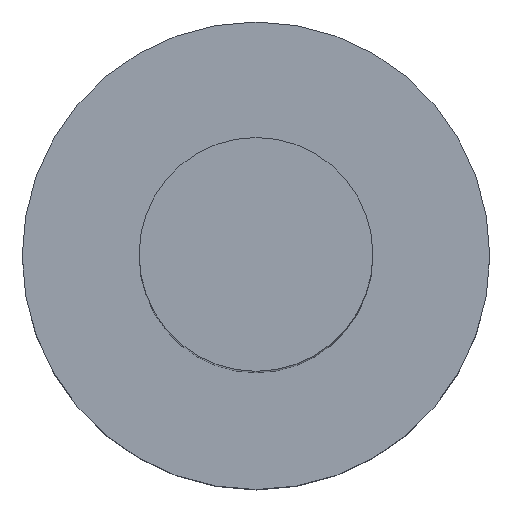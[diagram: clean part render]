
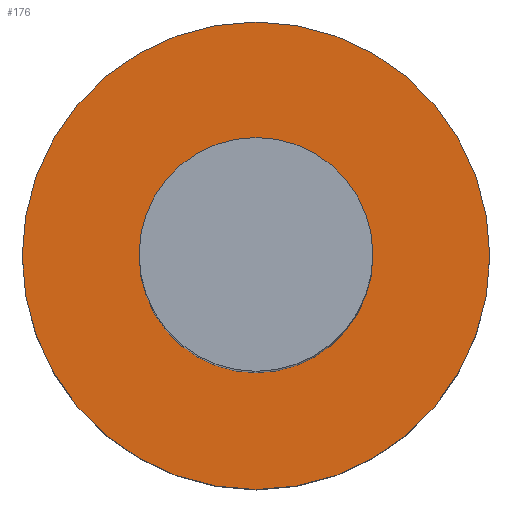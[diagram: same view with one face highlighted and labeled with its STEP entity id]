
A CAD part, top view. The second image highlights one B-rep face of the part: STEP entity #176.
In plain terms, the highlighted planar face has unit normal (0, 0, 1).
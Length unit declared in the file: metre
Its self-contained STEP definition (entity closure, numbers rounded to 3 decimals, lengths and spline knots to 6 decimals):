
#71=ORIENTED_EDGE('',*,*,#97,.F.);
#72=ORIENTED_EDGE('',*,*,#98,.T.);
#97=EDGE_CURVE('',#111,#111,#123,.T.);
#98=EDGE_CURVE('',#112,#112,#124,.T.);
#111=VERTEX_POINT('',#1430);
#112=VERTEX_POINT('',#1432);
#123=CIRCLE('',#210,0.0025);
#124=CIRCLE('',#211,0.005);
#137=EDGE_LOOP('',(#71));
#138=EDGE_LOOP('',(#72));
#155=FACE_BOUND('',#137,.T.);
#156=FACE_BOUND('',#138,.T.);
#164=PLANE('',#209);
#176=ADVANCED_FACE('',(#155,#156),#164,.T.);
#209=AXIS2_PLACEMENT_3D('',#1428,#252,#253);
#210=AXIS2_PLACEMENT_3D('',#1429,#254,#255);
#211=AXIS2_PLACEMENT_3D('',#1431,#256,#257);
#252=DIRECTION('',(0.,0.,1.));
#253=DIRECTION('',(-1.,0.,0.));
#254=DIRECTION('',(0.,0.,1.));
#255=DIRECTION('',(-1.,0.,0.));
#256=DIRECTION('',(0.,0.,1.));
#257=DIRECTION('',(-1.,0.,0.));
#1428=CARTESIAN_POINT('',(0.,0.1525,0.015));
#1429=CARTESIAN_POINT('',(0.,0.2,0.015));
#1430=CARTESIAN_POINT('',(-0.0025,0.2,0.015));
#1431=CARTESIAN_POINT('',(0.,0.2,0.015));
#1432=CARTESIAN_POINT('',(-0.005,0.2,0.015));
